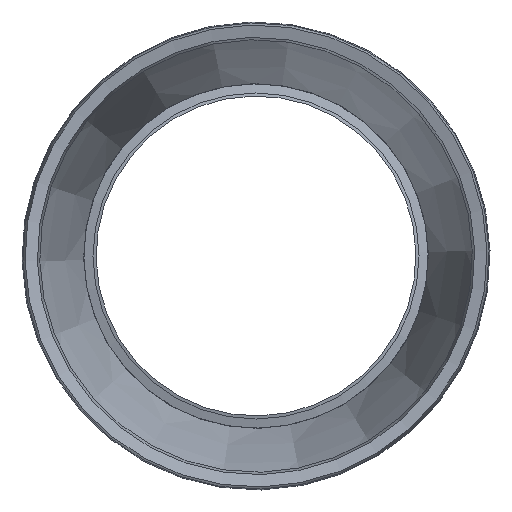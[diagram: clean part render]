
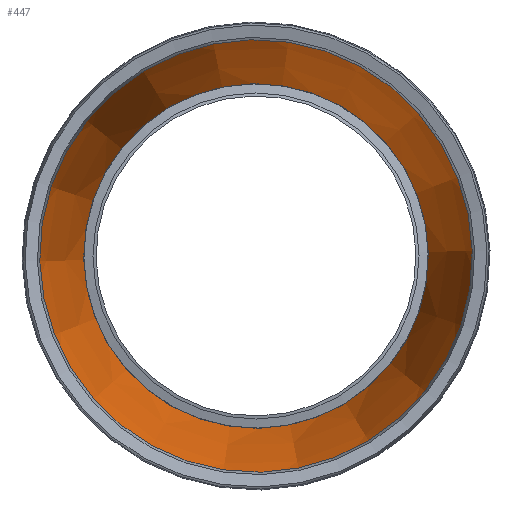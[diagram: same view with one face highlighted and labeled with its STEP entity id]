
A CAD part, front view. The second image highlights one B-rep face of the part: STEP entity #447.
In plain terms, the highlighted conical face has half-angle 13.997 degrees and reference radius 28 mm.
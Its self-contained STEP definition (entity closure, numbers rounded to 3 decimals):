
#36=LINE('',#795,#53);
#53=VECTOR('',#618,28.);
#69=CONICAL_SURFACE('',#513,28.,0.244);
#83=FACE_OUTER_BOUND('',#113,.T.);
#113=EDGE_LOOP('',(#312,#313,#314,#315));
#149=CIRCLE('',#512,28.);
#150=CIRCLE('',#514,37.159);
#190=VERTEX_POINT('',#789);
#191=VERTEX_POINT('',#793);
#233=EDGE_CURVE('',#190,#190,#149,.T.);
#234=EDGE_CURVE('',#191,#191,#150,.F.);
#235=EDGE_CURVE('',#191,#190,#36,.T.);
#312=ORIENTED_EDGE('',*,*,#234,.T.);
#313=ORIENTED_EDGE('',*,*,#235,.T.);
#314=ORIENTED_EDGE('',*,*,#233,.F.);
#315=ORIENTED_EDGE('',*,*,#235,.F.);
#447=ADVANCED_FACE('',(#83),#69,.T.);
#512=AXIS2_PLACEMENT_3D('',#791,#612,#613);
#513=AXIS2_PLACEMENT_3D('',#792,#614,#615);
#514=AXIS2_PLACEMENT_3D('',#794,#616,#617);
#612=DIRECTION('center_axis',(0.,1.,0.));
#613=DIRECTION('ref_axis',(0.,0.,-1.));
#614=DIRECTION('center_axis',(0.,-1.,0.));
#615=DIRECTION('ref_axis',(0.479,0.,0.878));
#616=DIRECTION('center_axis',(0.,-1.,0.));
#617=DIRECTION('ref_axis',(0.,0.,1.));
#618=DIRECTION('',(0.116,0.97,0.212));
#789=CARTESIAN_POINT('',(-13.424,42.5,-24.572));
#791=CARTESIAN_POINT('Origin',(0.,42.5,0.));
#792=CARTESIAN_POINT('Origin',(0.,42.5,0.));
#793=CARTESIAN_POINT('',(-17.815,5.756,-32.61));
#794=CARTESIAN_POINT('Origin',(0.,5.756,0.));
#795=CARTESIAN_POINT('',(-13.424,42.5,-24.572));
